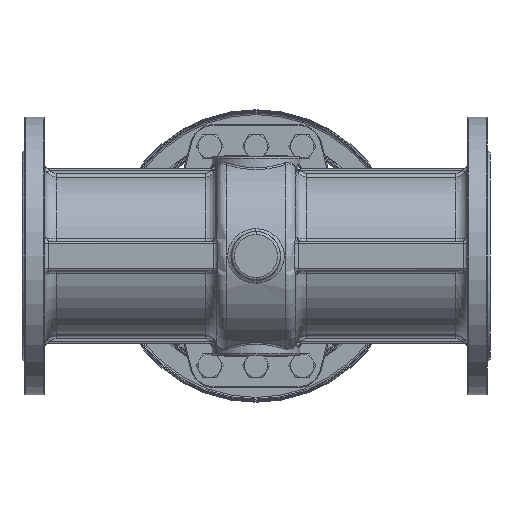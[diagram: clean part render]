
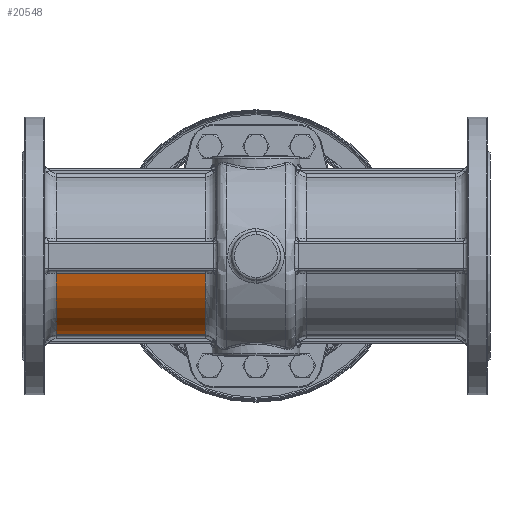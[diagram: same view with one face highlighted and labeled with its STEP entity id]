
A CAD part, front view. The second image highlights one B-rep face of the part: STEP entity #20548.
In plain terms, the highlighted cylindrical face has radius 83 mm (diameter 166 mm), a partial arc.
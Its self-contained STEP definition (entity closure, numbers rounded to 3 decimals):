
#212 = EDGE_CURVE ( 'NONE', #49329, #92833, #78071, .T. ) ;
#1684 = CYLINDRICAL_SURFACE ( 'NONE', #71785, 83. ) ;
#3299 = FACE_OUTER_BOUND ( 'NONE', #91415, .T. ) ;
#6577 = DIRECTION ( 'NONE',  ( 0., 0., 1. ) ) ;
#6596 = CIRCLE ( 'NONE', #44792, 83. ) ;
#9636 = ORIENTED_EDGE ( 'NONE', *, *, #23983, .T. ) ;
#13081 = VECTOR ( 'NONE', #127603, 1000. ) ;
#16756 = VERTEX_POINT ( 'NONE', #51806 ) ;
#19366 = EDGE_CURVE ( 'NONE', #21653, #16756, #53849, .T. ) ;
#20049 = CARTESIAN_POINT ( 'NONE',  ( -205., -18.126, -80.996 ) ) ;
#20548 = ADVANCED_FACE ( 'NONE', ( #3299 ), #1684, .T. ) ;
#21653 = VERTEX_POINT ( 'NONE', #20049 ) ;
#23983 = EDGE_CURVE ( 'NONE', #16756, #49329, #71765, .T. ) ;
#25514 = CARTESIAN_POINT ( 'NONE',  ( -32.009, -18.126, -80.996 ) ) ;
#33201 = CARTESIAN_POINT ( 'NONE',  ( -32.009, 0., 0. ) ) ;
#44792 = AXIS2_PLACEMENT_3D ( 'NONE', #66156, #115373, #6577 ) ;
#45615 = CARTESIAN_POINT ( 'NONE',  ( -52., 0., 0. ) ) ;
#49329 = VERTEX_POINT ( 'NONE', #129518 ) ;
#51806 = CARTESIAN_POINT ( 'NONE',  ( -52., -18.126, -80.996 ) ) ;
#53849 = LINE ( 'NONE', #25514, #13081 ) ;
#62946 = DIRECTION ( 'NONE',  ( 0., 0., 1. ) ) ;
#66156 = CARTESIAN_POINT ( 'NONE',  ( -205., 0., 0. ) ) ;
#66337 = ORIENTED_EDGE ( 'NONE', *, *, #19366, .T. ) ;
#69253 = ORIENTED_EDGE ( 'NONE', *, *, #70368, .T. ) ;
#70368 = EDGE_CURVE ( 'NONE', #92833, #21653, #6596, .T. ) ;
#71765 = CIRCLE ( 'NONE', #117166, 83. ) ;
#71785 = AXIS2_PLACEMENT_3D ( 'NONE', #33201, #83328, #62946 ) ;
#75642 = DIRECTION ( 'NONE',  ( -1., 0., 0. ) ) ;
#78071 = LINE ( 'NONE', #79773, #113988 ) ;
#79773 = CARTESIAN_POINT ( 'NONE',  ( -32.009, -80.996, -18.126 ) ) ;
#81064 = DIRECTION ( 'NONE',  ( -1., 0., 0. ) ) ;
#83328 = DIRECTION ( 'NONE',  ( -1., 0., 0. ) ) ;
#84883 = ORIENTED_EDGE ( 'NONE', *, *, #212, .T. ) ;
#90060 = CARTESIAN_POINT ( 'NONE',  ( -205., -80.996, -18.126 ) ) ;
#91415 = EDGE_LOOP ( 'NONE', ( #9636, #84883, #69253, #66337 ) ) ;
#92833 = VERTEX_POINT ( 'NONE', #90060 ) ;
#113988 = VECTOR ( 'NONE', #81064, 1000. ) ;
#115331 = DIRECTION ( 'NONE',  ( 0., 0., -1. ) ) ;
#115373 = DIRECTION ( 'NONE',  ( 1., 0., 0. ) ) ;
#117166 = AXIS2_PLACEMENT_3D ( 'NONE', #45615, #75642, #115331 ) ;
#127603 = DIRECTION ( 'NONE',  ( 1., 0., 0. ) ) ;
#129518 = CARTESIAN_POINT ( 'NONE',  ( -52., -80.996, -18.126 ) ) ;
